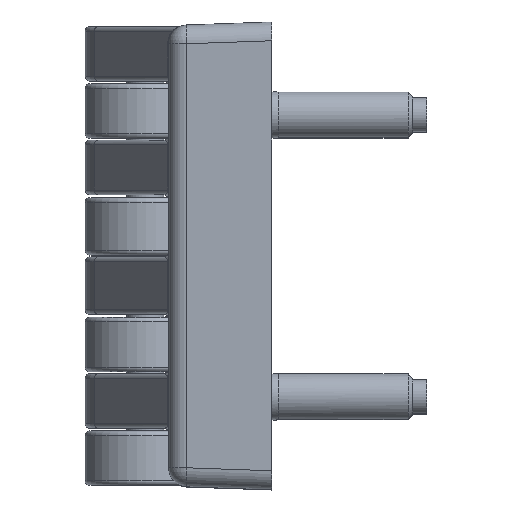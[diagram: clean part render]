
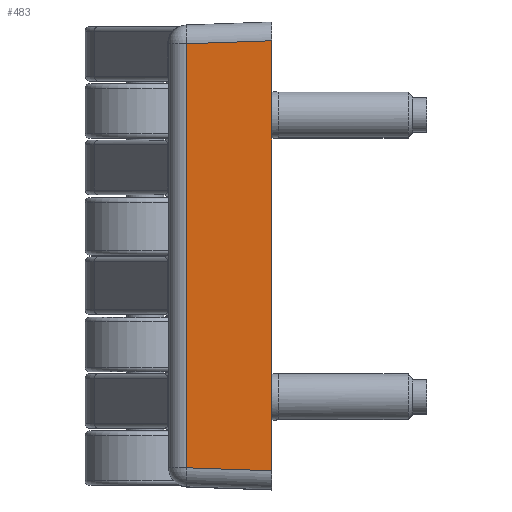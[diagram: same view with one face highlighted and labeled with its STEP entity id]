
A CAD part, left-side view. The second image highlights one B-rep face of the part: STEP entity #483.
In plain terms, the highlighted planar face has unit normal (-0.999, 0.035, 0).
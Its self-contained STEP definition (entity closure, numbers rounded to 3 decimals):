
#483=ADVANCED_FACE('',(#1247),#1248,.T.);
#1247=FACE_OUTER_BOUND('',#3962,.T.);
#1248=PLANE('',#3963);
#3962=EDGE_LOOP('',(#6395,#6396,#6397,#6398));
#3963=AXIS2_PLACEMENT_3D('',#6399,#6400,#6401);
#6395=ORIENTED_EDGE('',*,*,#7885,.T.);
#6396=ORIENTED_EDGE('',*,*,#7878,.T.);
#6397=ORIENTED_EDGE('',*,*,#7886,.T.);
#6398=ORIENTED_EDGE('',*,*,#7631,.F.);
#6399=CARTESIAN_POINT('',(-24.5,11.,24.55));
#6400=DIRECTION('',(-0.999,0.035,0.));
#6401=DIRECTION('',(0.035,0.999,0.));
#7631=EDGE_CURVE('',#8893,#8895,#8896,.T.);
#7878=EDGE_CURVE('',#9302,#9299,#9304,.T.);
#7885=EDGE_CURVE('',#8893,#9302,#9313,.F.);
#7886=EDGE_CURVE('',#9299,#8895,#9314,.F.);
#8893=VERTEX_POINT('',#11037);
#8895=VERTEX_POINT('',#11039);
#8896=LINE('',#11040,#11041);
#9299=VERTEX_POINT('',#11793);
#9302=VERTEX_POINT('',#11796);
#9304=LINE('',#11798,#11799);
#9313=LINE('',#11812,#11813);
#9314=LINE('',#11814,#11815);
#11037=CARTESIAN_POINT('',(-24.884,0.,22.935));
#11039=CARTESIAN_POINT('',(-24.884,0.,-22.835));
#11040=CARTESIAN_POINT('',(-24.884,0.,24.55));
#11041=VECTOR('',#13087,1.0);
#11793=CARTESIAN_POINT('',(-24.567,9.07,-22.519));
#11796=CARTESIAN_POINT('',(-24.567,9.07,22.619));
#11798=CARTESIAN_POINT('',(-24.567,9.07,24.55));
#11799=VECTOR('',#13611,1.0);
#11812=CARTESIAN_POINT('',(-24.502,10.93,22.554));
#11813=VECTOR('',#13622,1.0);
#11814=CARTESIAN_POINT('',(-24.443,12.637,-22.394));
#11815=VECTOR('',#13623,1.0);
#13087=DIRECTION('',(0.,0.,-1.0));
#13611=DIRECTION('',(0.,0.,-1.0));
#13622=DIRECTION('',(-0.035,-0.999,0.035));
#13623=DIRECTION('',(0.035,0.999,0.035));
